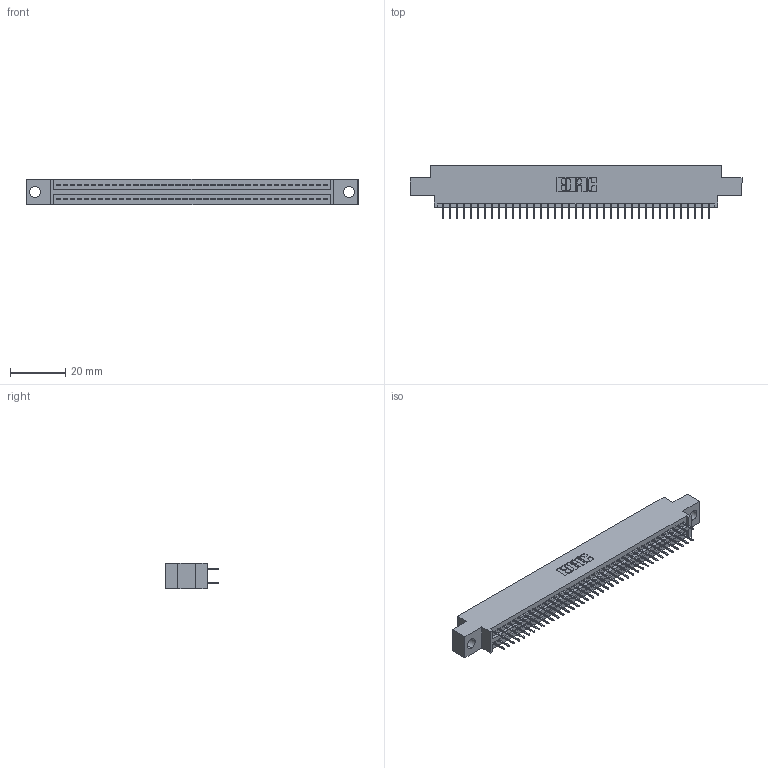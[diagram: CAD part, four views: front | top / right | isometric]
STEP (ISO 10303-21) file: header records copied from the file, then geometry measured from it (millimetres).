
FILE_DESCRIPTION (( 'STEP AP203' ), '1' );
FILE_NAME ('395-078-524-804.STEP', '2018-11-28T00:12:08', ( '' ), ( '' ), 'SwSTEP 2.0', 'SolidWorks 2016', '' );
FILE_SCHEMA (( 'CONFIG_CONTROL_DESIGN' ));
Length unit declared in the file: inch
Products named in the file (3): 345-292-001_345-293-124; 345 Part_0.170 Offset - 0.156 Dia-TH; 395-078-524-804
Assembly tree (79 placements, depth 2):
  395-078-524-804
    345 Part_0.170 Offset - 0.156 Dia-TH
    345-292-001_345-293-124  x78
Bounding box: 120.27 x 19.35 x 9.4 mm (x, y, z)
Volume: 11335.9 mm3; surface area: 16345.3 mm2
Topology: 79 solids, 79 shells, 4342 faces, 12287 edges, 7878 vertices
Faces by surface type: plane 3126, cylinder 1216
Entity records: 31213 total; most frequent: CARTESIAN_POINT 5236, ORIENTED_EDGE 5170, DIRECTION 4621, EDGE_CURVE 2585, LINE 2301, VECTOR 2301, VERTEX_POINT 1718, AXIS2_PLACEMENT_3D 1160
